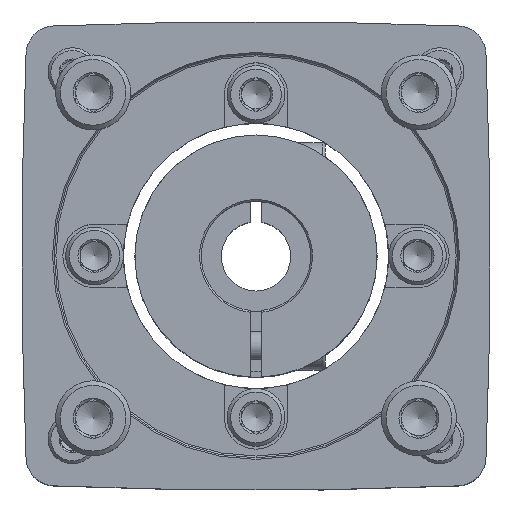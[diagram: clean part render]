
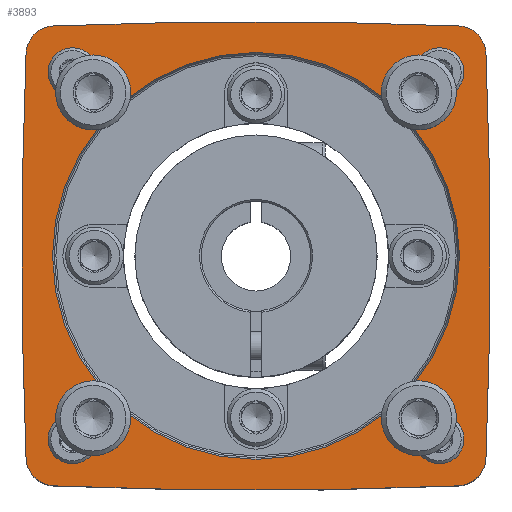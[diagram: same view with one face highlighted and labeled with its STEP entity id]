
A CAD part, top view. The second image highlights one B-rep face of the part: STEP entity #3893.
In plain terms, the highlighted planar face has unit normal (0, 0, 1).
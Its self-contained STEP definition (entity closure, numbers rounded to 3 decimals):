
#271=PLANE('',#4377);
#433=CIRCLE('',#4348,5.);
#435=CIRCLE('',#4351,800.);
#437=CIRCLE('',#4354,5.);
#439=CIRCLE('',#4357,800.);
#441=CIRCLE('',#4360,5.);
#443=CIRCLE('',#4363,800.);
#445=CIRCLE('',#4366,5.);
#447=CIRCLE('',#4369,800.);
#454=CIRCLE('',#4378,2.5);
#455=CIRCLE('',#4379,2.5);
#456=CIRCLE('',#4380,2.5);
#457=CIRCLE('',#4381,2.5);
#458=CIRCLE('',#4382,35.289);
#974=ORIENTED_EDGE('',*,*,#1803,.T.);
#975=ORIENTED_EDGE('',*,*,#1804,.T.);
#976=ORIENTED_EDGE('',*,*,#1805,.T.);
#977=ORIENTED_EDGE('',*,*,#1806,.T.);
#978=ORIENTED_EDGE('',*,*,#1807,.T.);
#979=ORIENTED_EDGE('',*,*,#1774,.T.);
#980=ORIENTED_EDGE('',*,*,#1778,.T.);
#981=ORIENTED_EDGE('',*,*,#1781,.T.);
#982=ORIENTED_EDGE('',*,*,#1784,.T.);
#983=ORIENTED_EDGE('',*,*,#1787,.T.);
#984=ORIENTED_EDGE('',*,*,#1790,.T.);
#985=ORIENTED_EDGE('',*,*,#1793,.T.);
#986=ORIENTED_EDGE('',*,*,#1796,.T.);
#1774=EDGE_CURVE('',#2233,#2234,#433,.T.);
#1778=EDGE_CURVE('',#2234,#2237,#435,.T.);
#1781=EDGE_CURVE('',#2237,#2239,#437,.T.);
#1784=EDGE_CURVE('',#2239,#2241,#439,.T.);
#1787=EDGE_CURVE('',#2241,#2243,#441,.T.);
#1790=EDGE_CURVE('',#2243,#2245,#443,.T.);
#1793=EDGE_CURVE('',#2245,#2247,#445,.T.);
#1796=EDGE_CURVE('',#2247,#2233,#447,.T.);
#1803=EDGE_CURVE('',#2254,#2254,#454,.T.);
#1804=EDGE_CURVE('',#2255,#2255,#455,.T.);
#1805=EDGE_CURVE('',#2256,#2256,#456,.T.);
#1806=EDGE_CURVE('',#2257,#2257,#457,.T.);
#1807=EDGE_CURVE('',#2258,#2258,#458,.T.);
#2233=VERTEX_POINT('',#6515);
#2234=VERTEX_POINT('',#6516);
#2237=VERTEX_POINT('',#6524);
#2239=VERTEX_POINT('',#6530);
#2241=VERTEX_POINT('',#6536);
#2243=VERTEX_POINT('',#6542);
#2245=VERTEX_POINT('',#6548);
#2247=VERTEX_POINT('',#6554);
#2254=VERTEX_POINT('',#6574);
#2255=VERTEX_POINT('',#6576);
#2256=VERTEX_POINT('',#6578);
#2257=VERTEX_POINT('',#6580);
#2258=VERTEX_POINT('',#6582);
#3002=EDGE_LOOP('',(#974));
#3003=EDGE_LOOP('',(#975));
#3004=EDGE_LOOP('',(#976));
#3005=EDGE_LOOP('',(#977));
#3006=EDGE_LOOP('',(#978));
#3007=EDGE_LOOP('',(#979,#980,#981,#982,#983,#984,#985,#986));
#3437=FACE_BOUND('',#3002,.T.);
#3438=FACE_BOUND('',#3003,.T.);
#3439=FACE_BOUND('',#3004,.T.);
#3440=FACE_BOUND('',#3005,.T.);
#3441=FACE_BOUND('',#3006,.T.);
#3442=FACE_BOUND('',#3007,.T.);
#3893=ADVANCED_FACE('',(#3437,#3438,#3439,#3440,#3441,#3442),#271,.T.);
#4348=AXIS2_PLACEMENT_3D('',#6514,#5189,#5190);
#4351=AXIS2_PLACEMENT_3D('',#6523,#5197,#5198);
#4354=AXIS2_PLACEMENT_3D('',#6529,#5204,#5205);
#4357=AXIS2_PLACEMENT_3D('',#6535,#5211,#5212);
#4360=AXIS2_PLACEMENT_3D('',#6541,#5218,#5219);
#4363=AXIS2_PLACEMENT_3D('',#6547,#5225,#5226);
#4366=AXIS2_PLACEMENT_3D('',#6553,#5232,#5233);
#4369=AXIS2_PLACEMENT_3D('',#6559,#5239,#5240);
#4377=AXIS2_PLACEMENT_3D('',#6572,#5255,#5256);
#4378=AXIS2_PLACEMENT_3D('',#6573,#5257,#5258);
#4379=AXIS2_PLACEMENT_3D('',#6575,#5259,#5260);
#4380=AXIS2_PLACEMENT_3D('',#6577,#5261,#5262);
#4381=AXIS2_PLACEMENT_3D('',#6579,#5263,#5264);
#4382=AXIS2_PLACEMENT_3D('',#6581,#5265,#5266);
#5189=DIRECTION('',(0.,0.,1.));
#5190=DIRECTION('',(1.,0.,0.));
#5197=DIRECTION('',(0.,0.,1.));
#5198=DIRECTION('',(1.,0.,0.));
#5204=DIRECTION('',(0.,0.,1.));
#5205=DIRECTION('',(1.,0.,0.));
#5211=DIRECTION('',(0.,0.,1.));
#5212=DIRECTION('',(1.,0.,0.));
#5218=DIRECTION('',(0.,0.,1.));
#5219=DIRECTION('',(1.,0.,0.));
#5225=DIRECTION('',(0.,0.,1.));
#5226=DIRECTION('',(1.,0.,0.));
#5232=DIRECTION('',(0.,0.,1.));
#5233=DIRECTION('',(1.,0.,0.));
#5239=DIRECTION('',(0.,0.,1.));
#5240=DIRECTION('',(1.,0.,0.));
#5255=DIRECTION('',(0.,0.,1.));
#5256=DIRECTION('',(1.,0.,0.));
#5257=DIRECTION('',(0.,0.,-1.));
#5258=DIRECTION('',(-1.,0.,0.));
#5259=DIRECTION('',(0.,0.,-1.));
#5260=DIRECTION('',(-1.,0.,0.));
#5261=DIRECTION('',(0.,0.,-1.));
#5262=DIRECTION('',(-1.,0.,0.));
#5263=DIRECTION('',(0.,0.,-1.));
#5264=DIRECTION('',(-1.,0.,0.));
#5265=DIRECTION('',(0.,0.,-1.));
#5266=DIRECTION('',(-1.,0.,0.));
#6514=CARTESIAN_POINT('',(-34.884,34.884,0.));
#6515=CARTESIAN_POINT('',(-35.104,39.879,0.));
#6516=CARTESIAN_POINT('',(-39.879,35.104,0.));
#6523=CARTESIAN_POINT('',(759.35,0.,0.));
#6524=CARTESIAN_POINT('',(-39.879,-35.104,0.));
#6529=CARTESIAN_POINT('',(-34.884,-34.884,0.));
#6530=CARTESIAN_POINT('',(-35.104,-39.879,0.));
#6535=CARTESIAN_POINT('',(0.,759.35,0.));
#6536=CARTESIAN_POINT('',(35.104,-39.879,0.));
#6541=CARTESIAN_POINT('',(34.884,-34.884,0.));
#6542=CARTESIAN_POINT('',(39.879,-35.104,0.));
#6547=CARTESIAN_POINT('',(-759.35,0.,0.));
#6548=CARTESIAN_POINT('',(39.879,35.104,0.));
#6553=CARTESIAN_POINT('',(34.884,34.884,0.));
#6554=CARTESIAN_POINT('',(35.104,39.879,0.));
#6559=CARTESIAN_POINT('',(0.,-759.35,0.));
#6572=CARTESIAN_POINT('',(362.233,17.442,0.));
#6573=CARTESIAN_POINT('',(-31.82,31.82,0.));
#6574=CARTESIAN_POINT('',(-34.32,31.82,0.));
#6575=CARTESIAN_POINT('',(31.82,-31.82,0.));
#6576=CARTESIAN_POINT('',(29.32,-31.82,0.));
#6577=CARTESIAN_POINT('',(-31.82,-31.82,0.));
#6578=CARTESIAN_POINT('',(-34.32,-31.82,0.));
#6579=CARTESIAN_POINT('',(31.82,31.82,0.));
#6580=CARTESIAN_POINT('',(29.32,31.82,0.));
#6581=CARTESIAN_POINT('',(0.,0.,0.));
#6582=CARTESIAN_POINT('',(-35.289,0.,0.));
